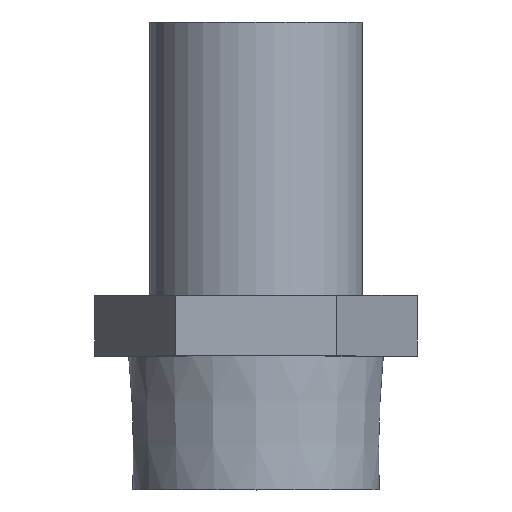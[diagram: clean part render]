
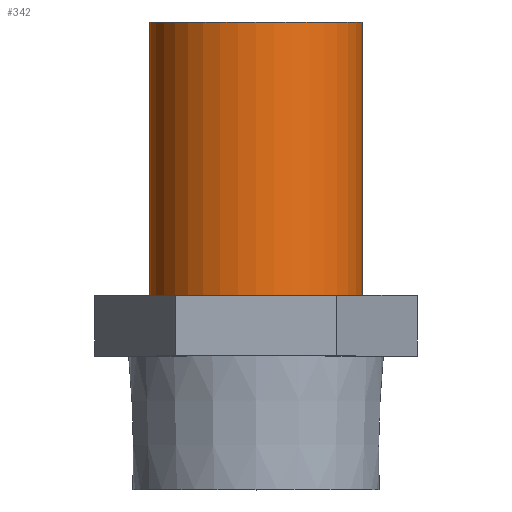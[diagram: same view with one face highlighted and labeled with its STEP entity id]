
A CAD part, top view. The second image highlights one B-rep face of the part: STEP entity #342.
In plain terms, the highlighted cylindrical face has radius 17.5 mm (diameter 35 mm), a full revolution.
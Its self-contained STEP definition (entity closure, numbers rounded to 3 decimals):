
#22=CYLINDRICAL_SURFACE('',#368,17.5);
#103=ORIENTED_EDGE('',*,*,#113,.T.);
#104=ORIENTED_EDGE('',*,*,#135,.F.);
#113=EDGE_CURVE('',#139,#139,#159,.T.);
#135=EDGE_CURVE('',#155,#155,#163,.T.);
#139=VERTEX_POINT('',#444);
#155=VERTEX_POINT('',#490);
#159=CIRCLE('',#353,17.5);
#163=CIRCLE('',#365,17.5);
#181=EDGE_LOOP('',(#103));
#182=EDGE_LOOP('',(#104));
#205=FACE_BOUND('',#181,.T.);
#206=FACE_BOUND('',#182,.T.);
#342=ADVANCED_FACE('',(#205,#206),#22,.T.);
#353=AXIS2_PLACEMENT_3D('',#443,#379,#380);
#365=AXIS2_PLACEMENT_3D('',#489,#421,#422);
#368=AXIS2_PLACEMENT_3D('',#494,#427,#428);
#379=DIRECTION('',(0.,-1.,0.));
#380=DIRECTION('',(0.,0.,-1.));
#421=DIRECTION('',(0.,-1.,0.));
#422=DIRECTION('',(0.,0.,-1.));
#427=DIRECTION('',(0.,-1.,0.));
#428=DIRECTION('',(0.,0.,-1.));
#443=CARTESIAN_POINT('',(0.,55.,0.));
#444=CARTESIAN_POINT('',(0.,55.,-17.5));
#489=CARTESIAN_POINT('',(0.,10.,0.));
#490=CARTESIAN_POINT('',(0.,10.,-17.5));
#494=CARTESIAN_POINT('',(0.,15.,0.));
